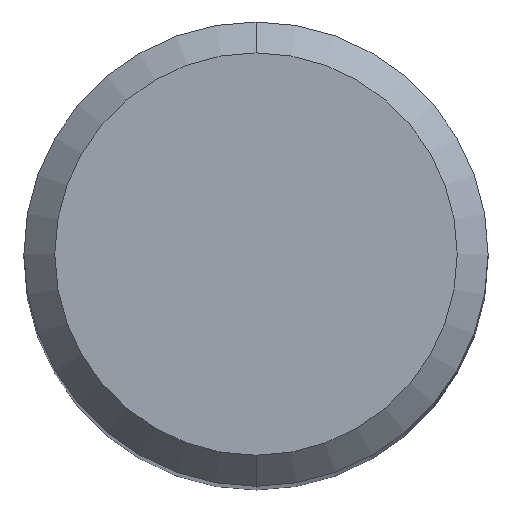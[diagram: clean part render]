
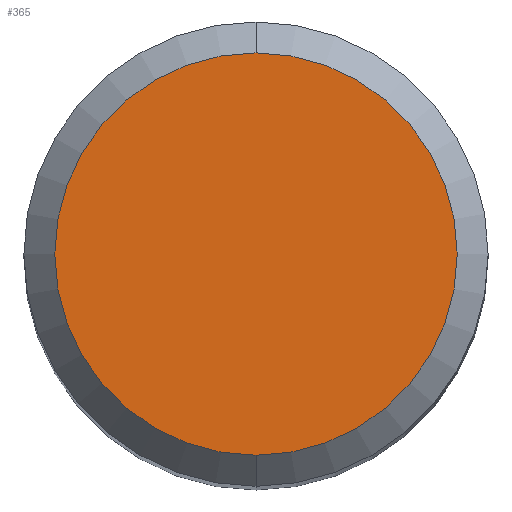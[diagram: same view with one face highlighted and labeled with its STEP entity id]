
A CAD part, top view. The second image highlights one B-rep face of the part: STEP entity #365.
In plain terms, the highlighted planar face has unit normal (0, 0, 1).
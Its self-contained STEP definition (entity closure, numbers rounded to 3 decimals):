
#235=EDGE_CURVE('',#439,#273,#553,.T.);
#273=VERTEX_POINT('',#594);
#351=EDGE_CURVE('',#273,#439,#680,.T.);
#365=ADVANCED_FACE('',(#696),#697,.T.);
#439=VERTEX_POINT('',#777);
#553=CIRCLE('',#965,2.6);
#594=CARTESIAN_POINT('',(0.,-2.6,0.0));
#680=CIRCLE('',#1201,2.6);
#696=FACE_OUTER_BOUND('',#1218,.T.);
#697=PLANE('',#1219);
#777=CARTESIAN_POINT('',(0.0,2.6,0.0));
#965=AXIS2_PLACEMENT_3D('',#1525,#1526,#1527);
#1201=AXIS2_PLACEMENT_3D('',#1645,#1646,#1647);
#1218=EDGE_LOOP('',(#1668,#1669));
#1219=AXIS2_PLACEMENT_3D('',#1670,#1671,#1672);
#1525=CARTESIAN_POINT('',(0.0,0.0,0.0));
#1526=DIRECTION('',(0.0,0.0,-1.0));
#1527=DIRECTION('',(0.0,1.0,0.0));
#1645=CARTESIAN_POINT('',(0.0,0.0,0.0));
#1646=DIRECTION('',(0.0,0.0,-1.0));
#1647=DIRECTION('',(0.0,1.0,0.0));
#1668=ORIENTED_EDGE('',*,*,#235,.F.);
#1669=ORIENTED_EDGE('',*,*,#351,.F.);
#1670=CARTESIAN_POINT('',(0.0,1.3,0.0));
#1671=DIRECTION('',(-0.0,0.0,1.0));
#1672=DIRECTION('',(0.0,-1.0,0.0));
